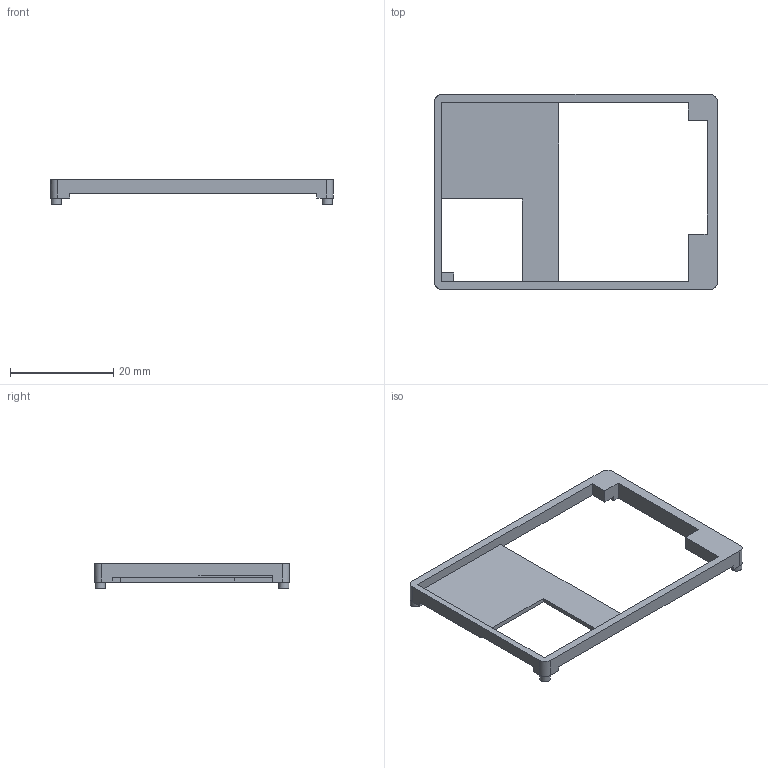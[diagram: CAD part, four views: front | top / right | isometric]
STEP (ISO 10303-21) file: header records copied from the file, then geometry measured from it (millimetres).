
FILE_DESCRIPTION(/* description */ (''),/* implementation_level */ '2;1');
FILE_NAME(/* name */ 'pepper-deck-1-screen-base.step',/* time_stamp */ '2025-04-30T09:59:45+08:00',/* author */ (''),/* organization */ (''),/* preprocessor_version */ 'ST-DEVELOPER v20.1',/* originating_system */ 'Autodesk Translation Framework v14.4.0.0',/* authorisation */ '');
FILE_SCHEMA (('AUTOMOTIVE_DESIGN { 1 0 10303 214 3 1 1 }'));
Length unit declared in the file: millimetre
Products named in the file (1): pepper-deck
Bounding box: 54.7 x 37.7 x 4.75 mm (x, y, z)
Volume: 1409.3 mm3; surface area: 2805.2 mm2
Topology: 1 solids, 1 shells, 43 faces, 122 edges, 80 vertices
Faces by surface type: plane 35, cylinder 8
Full cylindrical faces by diameter (mm): 2 x4
Entity records: 1502 total; most frequent: CARTESIAN_POINT 246, ORIENTED_EDGE 244, DIRECTION 234, EDGE_CURVE 122, LINE 98, VECTOR 98, VERTEX_POINT 80, AXIS2_PLACEMENT_3D 68
